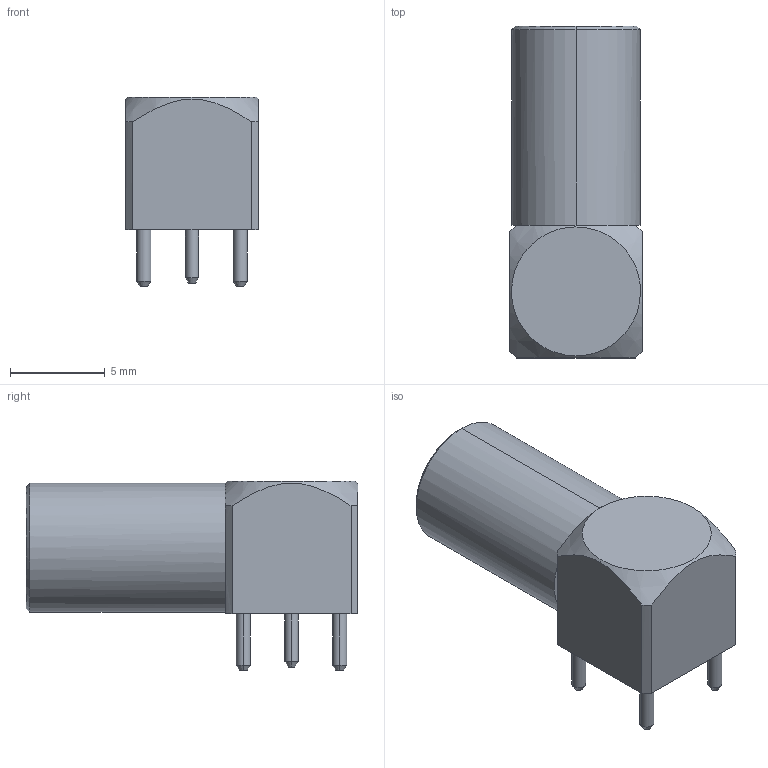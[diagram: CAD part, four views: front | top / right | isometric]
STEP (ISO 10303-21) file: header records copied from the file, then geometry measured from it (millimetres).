
FILE_DESCRIPTION (( 'STEP AP214' ), '1' );
FILE_NAME ('LEMO_EPL_00_250_NTN.STEP', '2019-02-28T08:58:04', ( '' ), ( '' ), 'SwSTEP 2.0', 'SolidWorks 2017', '' );
FILE_SCHEMA (( 'AUTOMOTIVE_DESIGN' ));
Length unit declared in the file: millimetre
Products named in the file (1): LEMO_EPL_00_250_NTN
Bounding box: 7 x 17.5 x 10 mm (x, y, z)
Volume: 567.5 mm3; surface area: 782.5 mm2
Topology: 1 solids, 1 shells, 75 faces, 160 edges, 99 vertices
Faces by surface type: cylinder 28, cone 24, plane 23
Entity records: 2609 total; most frequent: CARTESIAN_POINT 477, DIRECTION 380, ORIENTED_EDGE 320, EDGE_CURVE 160, AXIS2_PLACEMENT_3D 158, VERTEX_POINT 99, EDGE_LOOP 87, CIRCLE 82
